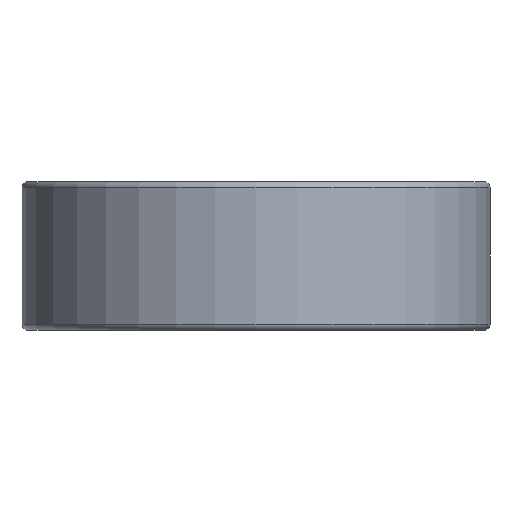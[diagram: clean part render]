
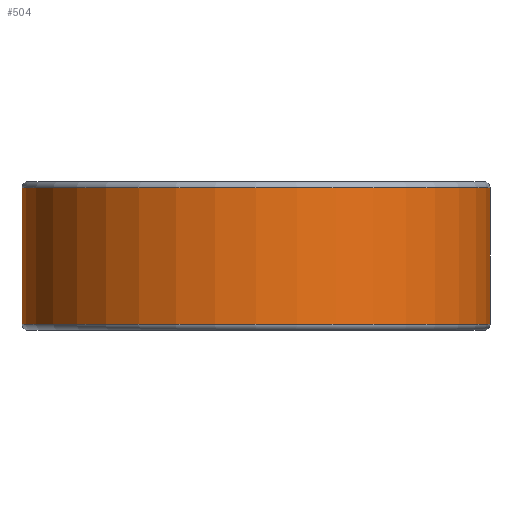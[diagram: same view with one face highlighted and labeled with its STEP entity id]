
A CAD part, front view. The second image highlights one B-rep face of the part: STEP entity #504.
In plain terms, the highlighted cylindrical face has radius 11 mm (diameter 22 mm), a full revolution.
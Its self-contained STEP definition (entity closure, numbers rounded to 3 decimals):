
#483 = VERTEX_POINT('',#484);
#484 = CARTESIAN_POINT('',(11.,0.,3.2));
#493 = EDGE_CURVE('',#483,#483,#494,.T.);
#494 = CIRCLE('',#495,11.);
#495 = AXIS2_PLACEMENT_3D('',#496,#497,#498);
#496 = CARTESIAN_POINT('',(0.,0.,3.2));
#497 = DIRECTION('',(0.,0.,-1.));
#498 = DIRECTION('',(1.,0.,0.));
#504 = ADVANCED_FACE('',(#505),#524,.T.);
#505 = FACE_BOUND('',#506,.T.);
#506 = EDGE_LOOP('',(#507,#508,#516,#523));
#507 = ORIENTED_EDGE('',*,*,#493,.T.);
#508 = ORIENTED_EDGE('',*,*,#509,.T.);
#509 = EDGE_CURVE('',#483,#510,#512,.T.);
#510 = VERTEX_POINT('',#511);
#511 = CARTESIAN_POINT('',(11.,0.,-3.2));
#512 = LINE('',#513,#514);
#513 = CARTESIAN_POINT('',(11.,0.,3.2));
#514 = VECTOR('',#515,1.);
#515 = DIRECTION('',(0.,0.,-1.));
#516 = ORIENTED_EDGE('',*,*,#517,.F.);
#517 = EDGE_CURVE('',#510,#510,#518,.T.);
#518 = CIRCLE('',#519,11.);
#519 = AXIS2_PLACEMENT_3D('',#520,#521,#522);
#520 = CARTESIAN_POINT('',(0.,0.,-3.2));
#521 = DIRECTION('',(0.,0.,-1.));
#522 = DIRECTION('',(1.,0.,0.));
#523 = ORIENTED_EDGE('',*,*,#509,.F.);
#524 = CYLINDRICAL_SURFACE('',#525,11.);
#525 = AXIS2_PLACEMENT_3D('',#526,#527,#528);
#526 = CARTESIAN_POINT('',(0.,0.,3.2));
#527 = DIRECTION('',(0.,0.,-1.));
#528 = DIRECTION('',(1.,0.,0.));
